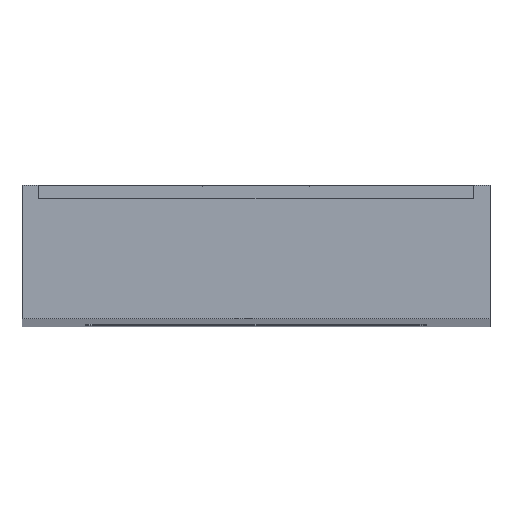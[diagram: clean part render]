
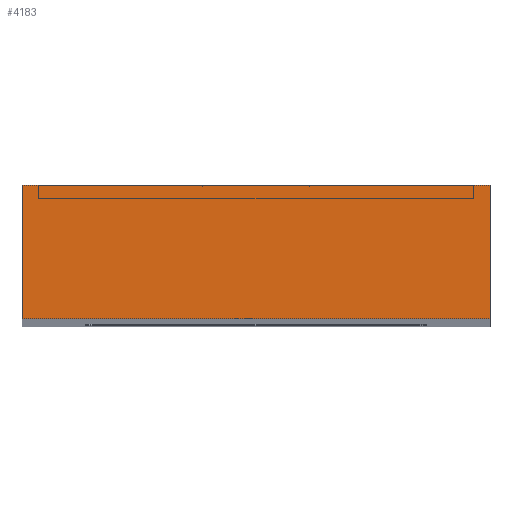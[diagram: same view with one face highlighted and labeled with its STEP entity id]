
A CAD part, top view. The second image highlights one B-rep face of the part: STEP entity #4183.
In plain terms, the highlighted planar face has unit normal (0, 0, 1).
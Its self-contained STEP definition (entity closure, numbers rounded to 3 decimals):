
#85=DIRECTION('',(0.,-1.,0.));
#86=VECTOR('',#85,20.);
#87=CARTESIAN_POINT('',(-35.,10.,350.));
#88=LINE('',#87,#86);
#89=DIRECTION('',(-1.,0.,0.));
#90=VECTOR('',#89,70.);
#91=CARTESIAN_POINT('',(35.,10.,350.));
#92=LINE('',#91,#90);
#93=DIRECTION('',(0.,1.,0.));
#94=VECTOR('',#93,20.);
#95=CARTESIAN_POINT('',(35.,-10.,350.));
#96=LINE('',#95,#94);
#97=DIRECTION('',(1.,0.,0.));
#98=VECTOR('',#97,70.);
#99=CARTESIAN_POINT('',(-35.,-10.,350.));
#100=LINE('',#99,#98);
#3370=CARTESIAN_POINT('',(-35.,10.,350.));
#3371=CARTESIAN_POINT('',(-35.,-10.,350.));
#3372=VERTEX_POINT('',#3370);
#3373=VERTEX_POINT('',#3371);
#3374=CARTESIAN_POINT('',(35.,-10.,350.));
#3375=VERTEX_POINT('',#3374);
#3376=CARTESIAN_POINT('',(35.,10.,350.));
#3377=VERTEX_POINT('',#3376);
#4172=CARTESIAN_POINT('',(0.,0.,350.));
#4173=DIRECTION('',(0.,0.,1.));
#4174=DIRECTION('',(1.,0.,0.));
#4175=AXIS2_PLACEMENT_3D('',#4172,#4173,#4174);
#4176=PLANE('',#4175);
#4177=ORIENTED_EDGE('',*,*,#4096,.F.);
#4178=ORIENTED_EDGE('',*,*,#4111,.F.);
#4179=ORIENTED_EDGE('',*,*,#4135,.F.);
#4180=ORIENTED_EDGE('',*,*,#4148,.F.);
#4181=EDGE_LOOP('',(#4177,#4178,#4179,#4180));
#4182=FACE_OUTER_BOUND('',#4181,.F.);
#4183=ADVANCED_FACE('',(#4182),#4176,.T.);
#4096=EDGE_CURVE('',#3372,#3373,#88,.T.);
#4111=EDGE_CURVE('',#3377,#3372,#92,.T.);
#4135=EDGE_CURVE('',#3375,#3377,#96,.T.);
#4148=EDGE_CURVE('',#3373,#3375,#100,.T.);
